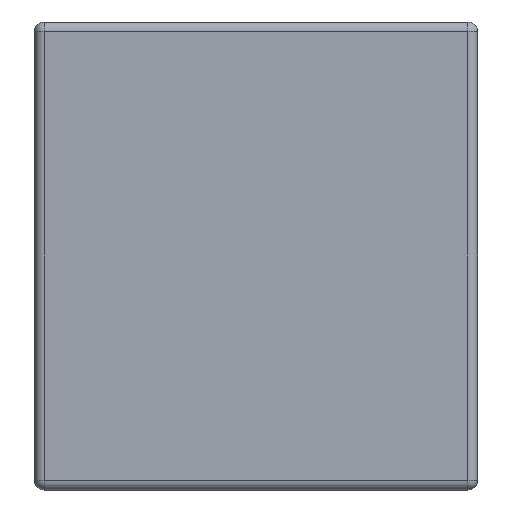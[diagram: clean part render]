
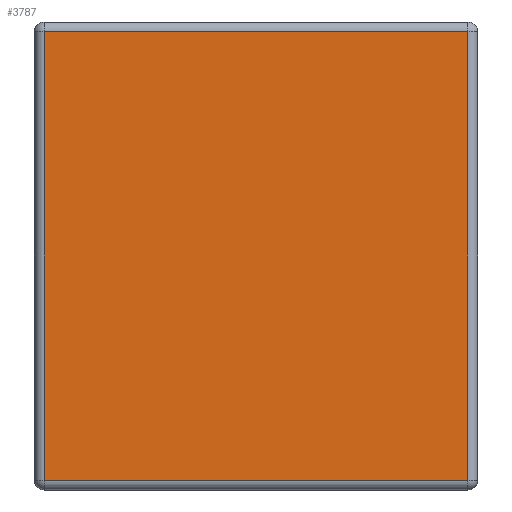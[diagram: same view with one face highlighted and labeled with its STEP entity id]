
A CAD part, left-side view. The second image highlights one B-rep face of the part: STEP entity #3787.
In plain terms, the highlighted planar face has unit normal (-1, 0, 0).
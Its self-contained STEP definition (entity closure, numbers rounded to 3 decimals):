
#43 = CARTESIAN_POINT ( 'NONE',  ( 0., 0., 0. ) ) ;
#178 = VECTOR ( 'NONE', #3832, 1000. ) ;
#454 = CARTESIAN_POINT ( 'NONE',  ( 0., 0.02, -0.02 ) ) ;
#469 = ORIENTED_EDGE ( 'NONE', *, *, #548, .T. ) ;
#548 = EDGE_CURVE ( 'NONE', #1814, #4107, #859, .T. ) ;
#859 = LINE ( 'NONE', #1954, #3734 ) ;
#995 = EDGE_LOOP ( 'NONE', ( #4671, #4123, #469, #1774 ) ) ;
#1050 = EDGE_CURVE ( 'NONE', #3955, #3747, #3077, .T. ) ;
#1072 = FACE_OUTER_BOUND ( 'NONE', #995, .T. ) ;
#1102 = LINE ( 'NONE', #3331, #1971 ) ;
#1292 = VECTOR ( 'NONE', #2798, 1000. ) ;
#1349 = LINE ( 'NONE', #2088, #1292 ) ;
#1355 = EDGE_CURVE ( 'NONE', #3747, #1814, #1102, .T. ) ;
#1611 = EDGE_CURVE ( 'NONE', #4107, #3955, #1349, .T. ) ;
#1638 = DIRECTION ( 'NONE',  ( 0., 1., 0. ) ) ;
#1774 = ORIENTED_EDGE ( 'NONE', *, *, #1611, .T. ) ;
#1814 = VERTEX_POINT ( 'NONE', #454 ) ;
#1851 = DIRECTION ( 'NONE',  ( 0., 0., 1. ) ) ;
#1954 = CARTESIAN_POINT ( 'NONE',  ( 0., 0.9, -0.02 ) ) ;
#1971 = VECTOR ( 'NONE', #1851, 1000. ) ;
#2088 = CARTESIAN_POINT ( 'NONE',  ( 0., 0.88, -0.95 ) ) ;
#2397 = CARTESIAN_POINT ( 'NONE',  ( 0., 0., -0.93 ) ) ;
#2724 = CARTESIAN_POINT ( 'NONE',  ( 0., 0.02, -0.93 ) ) ;
#2798 = DIRECTION ( 'NONE',  ( 0., 0., -1. ) ) ;
#2915 = DIRECTION ( 'NONE',  ( -1., 0., 0. ) ) ;
#3004 = AXIS2_PLACEMENT_3D ( 'NONE', #43, #2915, #3910 ) ;
#3067 = CARTESIAN_POINT ( 'NONE',  ( 0., 0.88, -0.02 ) ) ;
#3077 = LINE ( 'NONE', #2397, #178 ) ;
#3280 = PLANE ( 'NONE',  #3004 ) ;
#3331 = CARTESIAN_POINT ( 'NONE',  ( 0., 0.02, 0. ) ) ;
#3734 = VECTOR ( 'NONE', #1638, 1000. ) ;
#3747 = VERTEX_POINT ( 'NONE', #2724 ) ;
#3787 = ADVANCED_FACE ( 'NONE', ( #1072 ), #3280, .T. ) ;
#3832 = DIRECTION ( 'NONE',  ( 0., -1., 0. ) ) ;
#3910 = DIRECTION ( 'NONE',  ( 0., 0., 1. ) ) ;
#3955 = VERTEX_POINT ( 'NONE', #4502 ) ;
#4107 = VERTEX_POINT ( 'NONE', #3067 ) ;
#4123 = ORIENTED_EDGE ( 'NONE', *, *, #1355, .T. ) ;
#4502 = CARTESIAN_POINT ( 'NONE',  ( 0., 0.88, -0.93 ) ) ;
#4671 = ORIENTED_EDGE ( 'NONE', *, *, #1050, .T. ) ;
